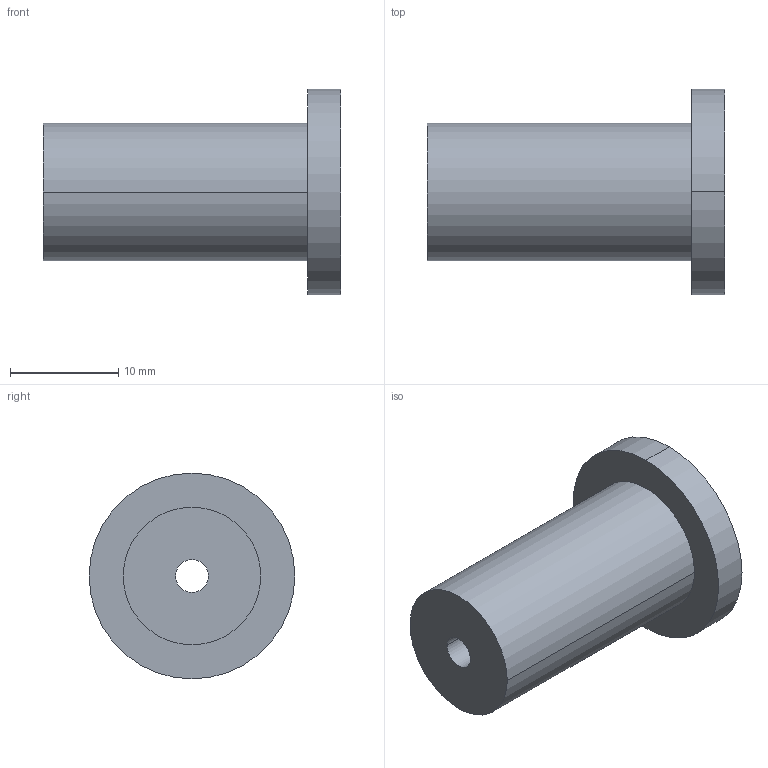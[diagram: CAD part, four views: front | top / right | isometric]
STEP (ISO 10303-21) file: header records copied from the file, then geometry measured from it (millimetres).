
FILE_DESCRIPTION (( 'STEP AP214' ), '1' );
FILE_NAME ('05500-Shouldered Bush Nylon Charcoal 1_8 Inch 1_2.STEP', '2018-12-04T20:25:07', ( '' ), ( '' ), 'SwSTEP 2.0', 'SolidWorks 2018', '' );
FILE_SCHEMA (( 'AUTOMOTIVE_DESIGN' ));
Length unit declared in the file: millimetre
Products named in the file (2): 05500-Shouldered Bush Nylon Charcoal 1_8 Inch 1_2
Bounding box: 27.5 x 19 x 19 mm (x, y, z)
Volume: 3760.2 mm3; surface area: 1992.1 mm2
Topology: 1 solids, 1 shells, 268 faces, 717 edges, 478 vertices
Faces by surface type: plane 150, bspline 112, cylinder 6
Entity records: 14622 total; most frequent: CARTESIAN_POINT 8625, ORIENTED_EDGE 1434, DIRECTION 821, EDGE_CURVE 717, VECTOR 481, LINE 481, VERTEX_POINT 478, EDGE_LOOP 297
